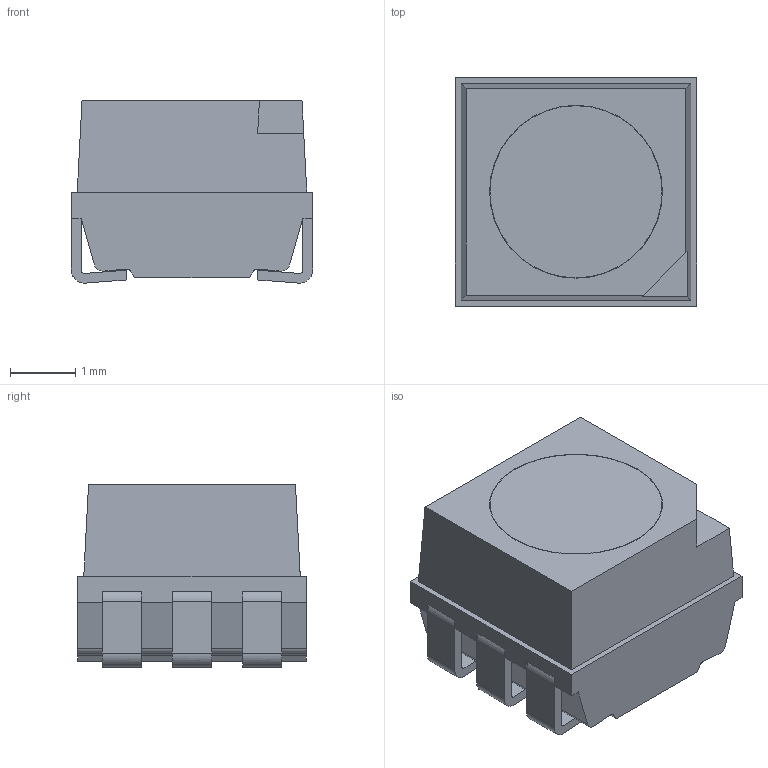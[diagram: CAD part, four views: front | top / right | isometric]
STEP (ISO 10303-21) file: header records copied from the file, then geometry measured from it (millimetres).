
FILE_DESCRIPTION (( 'STEP AP214' ), '1' );
FILE_NAME ('wurth_15353M153300.STEP', '2021-04-18T10:18:27', ( '' ), ( '' ), 'SwSTEP 2.0', 'SolidWorks 2020', '' );
FILE_SCHEMA (( 'AUTOMOTIVE_DESIGN' ));
Length unit declared in the file: millimetre
Products named in the file (11): wurth_15353M153300; base.stp; base_mir.stp; led.stp; base_mir-3.stp; housing.stp; base_mir-2.stp; cover.stp; base-1.stp; 15353M153300.stp; base-0.stp
Assembly tree (10 placements, depth 3):
  wurth_15353M153300
    15353M153300.stp
      base.stp
      base-0.stp
      base-1.stp
      cover.stp
      housing.stp
      base_mir.stp
      base_mir-2.stp
      base_mir-3.stp
      led.stp
Bounding box: 3.7 x 3.5 x 2.8 mm (x, y, z)
Volume: 30.9 mm3; surface area: 128 mm2
Topology: 9 solids, 9 shells, 206 faces, 576 edges, 392 vertices
Faces by surface type: plane 140, cylinder 56, bspline 6, cone 4
Entity records: 7544 total; most frequent: CARTESIAN_POINT 1670, ORIENTED_EDGE 1152, DIRECTION 1080, EDGE_CURVE 576, VECTOR 412, LINE 412, VERTEX_POINT 392, AXIS2_PLACEMENT_3D 334
